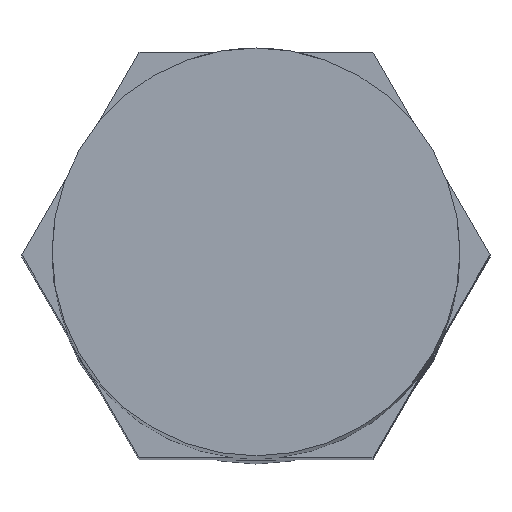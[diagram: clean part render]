
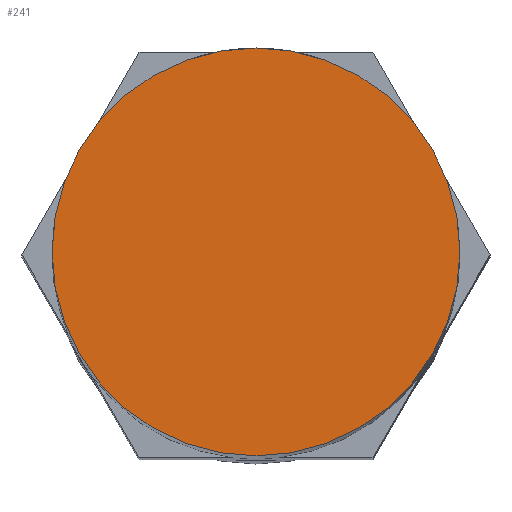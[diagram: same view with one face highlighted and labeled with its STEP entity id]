
A CAD part, top view. The second image highlights one B-rep face of the part: STEP entity #241.
In plain terms, the highlighted planar face has unit normal (0, 0, 1).
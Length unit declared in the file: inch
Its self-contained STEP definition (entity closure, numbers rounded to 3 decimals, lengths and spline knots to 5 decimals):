
#41 = DIRECTION ( 'NONE',  ( 0., 0., 1. ) ) ;
#55 = CARTESIAN_POINT ( 'NONE',  ( 0., 0., 3.625 ) ) ;
#105 = DIRECTION ( 'NONE',  ( 1., 0., 0. ) ) ;
#117 = DIRECTION ( 'NONE',  ( 0., 0., 1. ) ) ;
#122 = VERTEX_POINT ( 'NONE', #458 ) ;
#164 = CARTESIAN_POINT ( 'NONE',  ( -0.1575, 0., 3.625 ) ) ;
#195 = CARTESIAN_POINT ( 'NONE',  ( 0., 0., 3.625 ) ) ;
#241 = ADVANCED_FACE ( 'NONE', ( #1331 ), #643, .T. ) ;
#458 = CARTESIAN_POINT ( 'NONE',  ( 0.1575, 0., 3.625 ) ) ;
#554 = EDGE_LOOP ( 'NONE', ( #967, #969 ) ) ;
#557 = VERTEX_POINT ( 'NONE', #164 ) ;
#628 = DIRECTION ( 'NONE',  ( 1., 0., 0. ) ) ;
#643 = PLANE ( 'NONE',  #837 ) ;
#653 = DIRECTION ( 'NONE',  ( 0., 0., 1. ) ) ;
#699 = CARTESIAN_POINT ( 'NONE',  ( 0., 0., 3.625 ) ) ;
#713 = CIRCLE ( 'NONE', #1254, 0.1575 ) ;
#837 = AXIS2_PLACEMENT_3D ( 'NONE', #699, #653, #628 ) ;
#857 = CIRCLE ( 'NONE', #1196, 0.1575 ) ;
#964 = EDGE_CURVE ( 'NONE', #122, #557, #713, .T. ) ;
#967 = ORIENTED_EDGE ( 'NONE', *, *, #1303, .T. ) ;
#969 = ORIENTED_EDGE ( 'NONE', *, *, #964, .T. ) ;
#1196 = AXIS2_PLACEMENT_3D ( 'NONE', #195, #117, #105 ) ;
#1254 = AXIS2_PLACEMENT_3D ( 'NONE', #55, #41, #1333 ) ;
#1303 = EDGE_CURVE ( 'NONE', #557, #122, #857, .T. ) ;
#1331 = FACE_OUTER_BOUND ( 'NONE', #554, .T. ) ;
#1333 = DIRECTION ( 'NONE',  ( 1., 0., 0. ) ) ;
